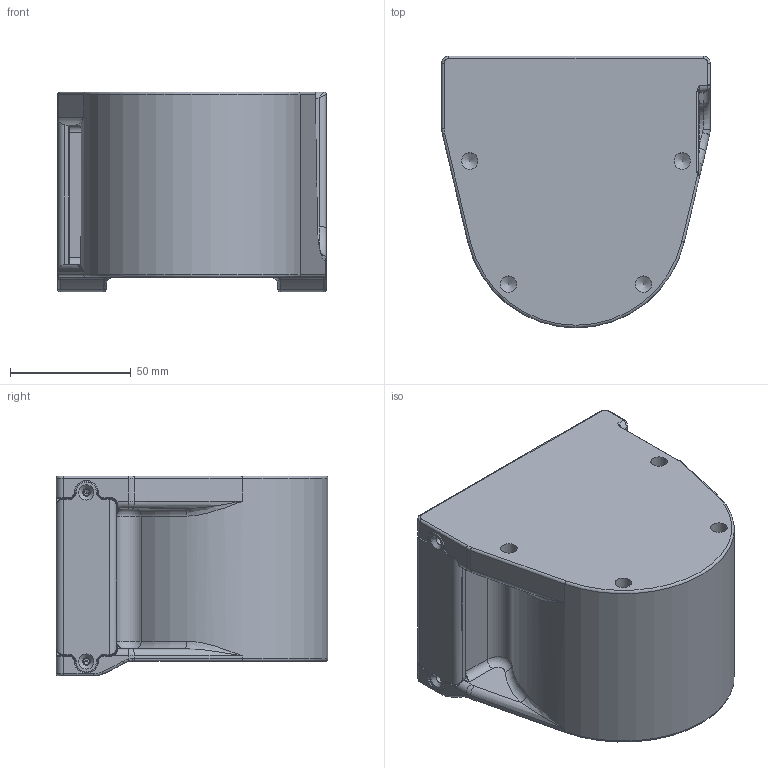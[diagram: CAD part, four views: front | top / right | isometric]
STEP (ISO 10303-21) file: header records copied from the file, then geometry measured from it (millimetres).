
FILE_DESCRIPTION (( 'STEP AP214' ), '1' );
FILE_NAME ('BaseModule.STEP', '2020-06-17T00:02:41', ( '' ), ( '' ), 'SwSTEP 2.0', 'SolidWorks 2019', '' );
FILE_SCHEMA (( 'AUTOMOTIVE_DESIGN' ));
Length unit declared in the file: millimetre
Products named in the file (3): RS2-267-def; RS2-266-def; BaseModule
Assembly tree (2 placements, depth 2):
  BaseModule
    RS2-266-def
    RS2-267-def
Bounding box: 111.2 x 112.5 x 82.82 mm (x, y, z)
Volume: 719904.9 mm3; surface area: 63679.5 mm2
Topology: 2 solids, 2 shells, 272 faces, 656 edges, 374 vertices
Faces by surface type: cylinder 92, plane 68, cone 42, torus 36, bspline 34
Full cylindrical faces by diameter (mm): 2.5 x2, 3.1 x2, 4 x1, 6.8 x8, 9.921 x2, 87.7 x1
Entity records: 10035 total; most frequent: CARTESIAN_POINT 3916, DIRECTION 1245, ORIENTED_EDGE 1190, EDGE_CURVE 595, AXIS2_PLACEMENT_3D 500, VERTEX_POINT 360, EDGE_LOOP 313, FACE_OUTER_BOUND 288
